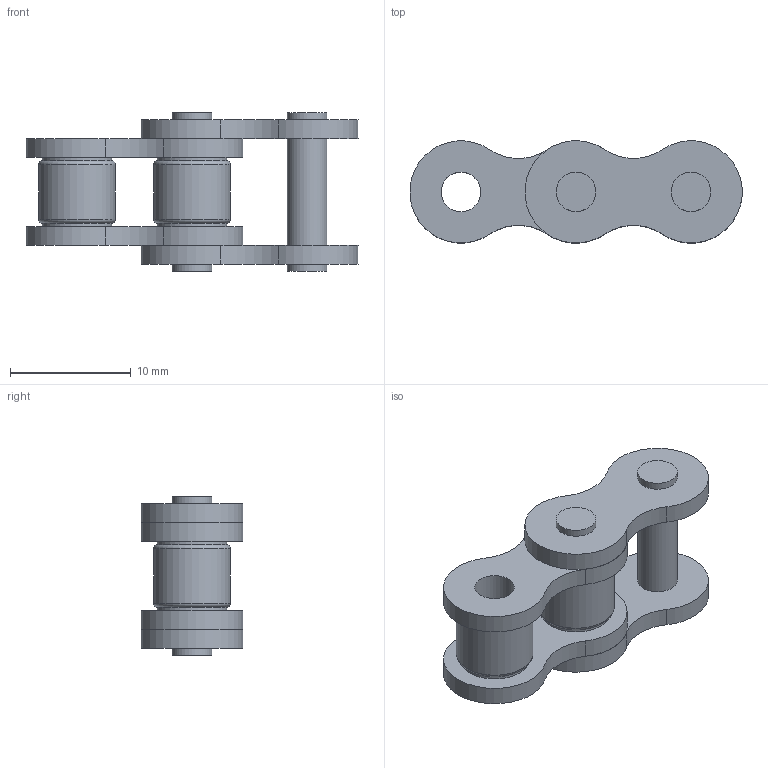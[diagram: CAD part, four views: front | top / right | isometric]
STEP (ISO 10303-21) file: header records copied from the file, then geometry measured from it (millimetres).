
FILE_DESCRIPTION(/* description */ ('STEP AP203'),/* implementation_level */ '2;1');
FILE_NAME(/* name */ 'michaud_chailly_A2-01-06',/* time_stamp */ '2023-12-02T16:01:51+01:00',/* author */ ('License CC BY-ND 4.0'),/* organization */ ('CADENAS'),/* preprocessor_version */ 'ST-DEVELOPER v19.3',/* originating_system */ 'PARTsolutions',/* authorisation */ ' ');
FILE_SCHEMA (('CONFIG_CONTROL_DESIGN'));
Length unit declared in the file: millimetre
Products named in the file (3): michaud_chailly_A2-01-06; michaud_chailly+A2-01-06_2; michaud_chailly_0+A2-01-06_D
Assembly tree (2 placements, depth 2):
  michaud_chailly_A2-01-06
    michaud_chailly+A2-01-06_2
    michaud_chailly_0+A2-01-06_D
Bounding box: 27.49 x 8.44 x 13.15 mm (x, y, z)
Volume: 1139.3 mm3; surface area: 1548.9 mm2
Topology: 1 solids, 1 shells, 46 faces, 94 edges, 61 vertices
Faces by surface type: cylinder 30, plane 12, torus 4
Full cylindrical faces by diameter (mm): 3.28 x8, 5.75 x4, 6.35 x2
Entity records: 1228 total; most frequent: DIRECTION 234, CARTESIAN_POINT 186, ORIENTED_EDGE 152, AXIS2_PLACEMENT_3D 109, EDGE_LOOP 80, FACE_BOUND 80, EDGE_CURVE 76, VERTEX_POINT 60
